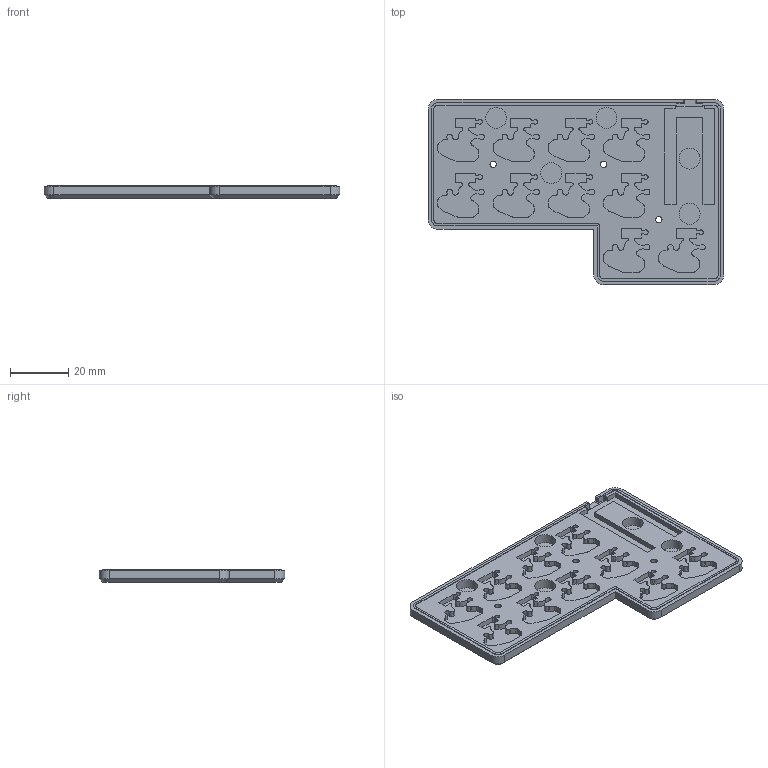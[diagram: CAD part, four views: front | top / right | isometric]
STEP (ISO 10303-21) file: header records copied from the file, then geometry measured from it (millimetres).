
FILE_DESCRIPTION(('FreeCAD Model'),'2;1');
FILE_NAME('Open CASCADE Shape Model','2025-08-23T19:12:11',(''),(''), 'Open CASCADE STEP processor 7.8','FreeCAD','Unknown');
FILE_SCHEMA(('AUTOMOTIVE_DESIGN { 1 0 10303 214 1 1 1 1 }'));
Length unit declared in the file: millimetre
Products named in the file (1): bottom-case-left
Bounding box: 101.8 x 63.8 x 4.2 mm (x, y, z)
Volume: 17061.8 mm3; surface area: 14354.6 mm2
Topology: 1 solids, 1 shells, 581 faces, 1663 edges, 1104 vertices
Faces by surface type: cylinder 279, plane 264, bspline 30, cone 8
Full cylindrical faces by diameter (mm): 2.2 x3, 7.2 x5, 8.5 x5
Entity records: 21187 total; most frequent: CARTESIAN_POINT 5749, ORIENTED_EDGE 3326, DIRECTION 3213, EDGE_CURVE 1663, AXIS2_PLACEMENT_3D 1118, VERTEX_POINT 1104, LINE 977, VECTOR 977
